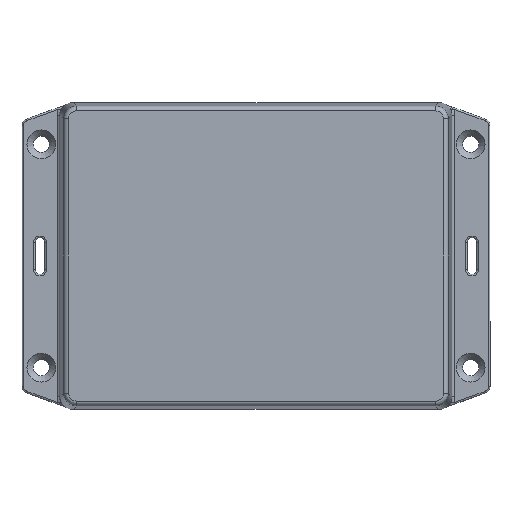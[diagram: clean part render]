
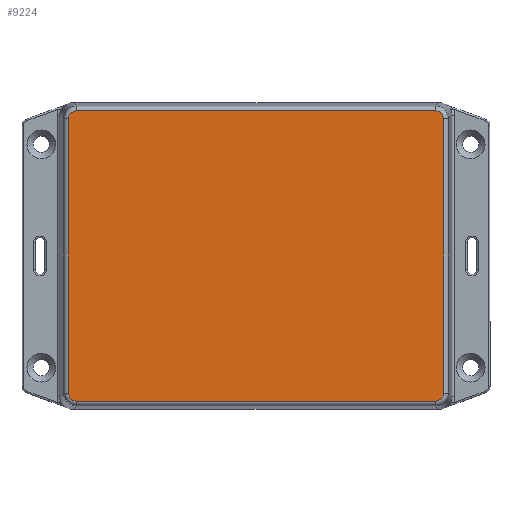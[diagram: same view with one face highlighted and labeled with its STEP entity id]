
A CAD part, front view. The second image highlights one B-rep face of the part: STEP entity #9224.
In plain terms, the highlighted face is planar.
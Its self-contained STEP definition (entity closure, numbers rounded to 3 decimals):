
#196=ELLIPSE('',#9820,2.503,2.5);
#197=ELLIPSE('',#9822,2.503,2.5);
#200=ELLIPSE('',#9830,2.503,2.5);
#201=ELLIPSE('',#9832,2.503,2.5);
#852=LINE('',#15661,#1568);
#854=LINE('',#15727,#1570);
#855=LINE('',#15732,#1571);
#857=LINE('',#15795,#1573);
#1568=VECTOR('',#11363,112.256);
#1570=VECTOR('',#11381,85.706);
#1571=VECTOR('',#11386,85.706);
#1573=VECTOR('',#11402,112.256);
#2578=FACE_OUTER_BOUND('',#3205,.T.);
#3205=EDGE_LOOP('',(#7491,#7492,#7493,#7494,#7495,#7496,#7497,#7498));
#4316=VERTEX_POINT('',#15654);
#4319=VERTEX_POINT('',#15659);
#4320=VERTEX_POINT('',#15687);
#4323=VERTEX_POINT('',#15718);
#4324=VERTEX_POINT('',#15723);
#4327=VERTEX_POINT('',#15730);
#4328=VERTEX_POINT('',#15759);
#4331=VERTEX_POINT('',#15790);
#5424=EDGE_CURVE('',#4319,#4316,#852,.T.);
#5427=EDGE_CURVE('',#4316,#4320,#196,.T.);
#5429=EDGE_CURVE('',#4323,#4319,#197,.T.);
#5433=EDGE_CURVE('',#4320,#4324,#854,.T.);
#5435=EDGE_CURVE('',#4327,#4323,#855,.T.);
#5439=EDGE_CURVE('',#4324,#4328,#200,.T.);
#5441=EDGE_CURVE('',#4331,#4327,#201,.T.);
#5443=EDGE_CURVE('',#4328,#4331,#857,.T.);
#7491=ORIENTED_EDGE('',*,*,#5424,.F.);
#7492=ORIENTED_EDGE('',*,*,#5429,.F.);
#7493=ORIENTED_EDGE('',*,*,#5435,.F.);
#7494=ORIENTED_EDGE('',*,*,#5441,.F.);
#7495=ORIENTED_EDGE('',*,*,#5443,.F.);
#7496=ORIENTED_EDGE('',*,*,#5439,.F.);
#7497=ORIENTED_EDGE('',*,*,#5433,.F.);
#7498=ORIENTED_EDGE('',*,*,#5427,.F.);
#8834=PLANE('',#9841);
#9224=ADVANCED_FACE('',(#2578),#8834,.F.);
#9820=AXIS2_PLACEMENT_3D('',#15691,#11368,#11369);
#9822=AXIS2_PLACEMENT_3D('',#15720,#11372,#11373);
#9830=AXIS2_PLACEMENT_3D('',#15763,#11392,#11393);
#9832=AXIS2_PLACEMENT_3D('',#15792,#11396,#11397);
#9841=AXIS2_PLACEMENT_3D('',#15815,#11423,#11424);
#11363=DIRECTION('',(1.,0.,0.));
#11368=DIRECTION('center_axis',(0.,0.,1.));
#11369=DIRECTION('ref_axis',(0.707,-0.707,0.));
#11372=DIRECTION('center_axis',(0.,0.,1.));
#11373=DIRECTION('ref_axis',(-0.707,-0.707,0.));
#11381=DIRECTION('',(0.,1.,0.));
#11386=DIRECTION('',(0.,-1.,0.));
#11392=DIRECTION('center_axis',(0.,0.,1.));
#11393=DIRECTION('ref_axis',(0.707,0.707,0.));
#11396=DIRECTION('center_axis',(0.,0.,1.));
#11397=DIRECTION('ref_axis',(-0.707,0.707,0.));
#11402=DIRECTION('',(-1.,0.,0.));
#11423=DIRECTION('center_axis',(0.,0.,1.));
#11424=DIRECTION('ref_axis',(1.,0.,0.));
#15654=CARTESIAN_POINT('',(56.128,-45.351,0.));
#15659=CARTESIAN_POINT('',(-56.128,-45.351,0.));
#15661=CARTESIAN_POINT('',(0.,-45.351,0.));
#15687=CARTESIAN_POINT('',(58.626,-42.853,0.));
#15691=CARTESIAN_POINT('Origin',(56.125,-42.85,0.));
#15718=CARTESIAN_POINT('',(-58.626,-42.853,0.));
#15720=CARTESIAN_POINT('Origin',(-56.125,-42.85,0.));
#15723=CARTESIAN_POINT('',(58.626,42.853,0.));
#15727=CARTESIAN_POINT('',(58.626,0.,0.));
#15730=CARTESIAN_POINT('',(-58.626,42.853,0.));
#15732=CARTESIAN_POINT('',(-58.626,0.,0.));
#15759=CARTESIAN_POINT('',(56.128,45.351,0.));
#15763=CARTESIAN_POINT('Origin',(56.125,42.85,0.));
#15790=CARTESIAN_POINT('',(-56.128,45.351,0.));
#15792=CARTESIAN_POINT('Origin',(-56.125,42.85,0.));
#15795=CARTESIAN_POINT('',(0.,45.351,0.));
#15815=CARTESIAN_POINT('Origin',(0.,0.,
0.));
